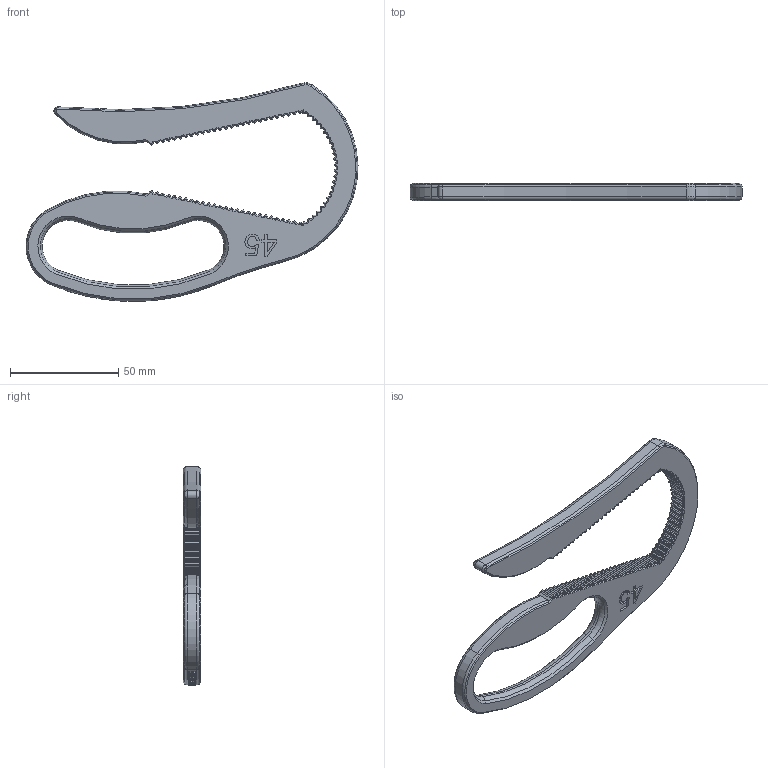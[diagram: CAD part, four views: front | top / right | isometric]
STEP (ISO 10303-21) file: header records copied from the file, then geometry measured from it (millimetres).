
FILE_DESCRIPTION(/* description */ (''),/* implementation_level */ '2;1');
FILE_NAME(/* name */ 'Bottle_Opener_45.step',/* time_stamp */ '2025-04-28T10:52:54-06:00',/* author */ (''),/* organization */ (''),/* preprocessor_version */ 'ST-DEVELOPER v20.1',/* originating_system */ 'Autodesk Translation Framework v14.4.0.0',/* authorisation */ '');
FILE_SCHEMA (('AUTOMOTIVE_DESIGN { 1 0 10303 214 3 1 1 }'));
Length unit declared in the file: millimetre
Products named in the file (2): Bottle_Opener_45; Large Bottle Opener
Assembly tree (1 placements, depth 2):
  Bottle_Opener_45
    Large Bottle Opener
Bounding box: 153.53 x 8 x 101.16 mm (x, y, z)
Volume: 40697.7 mm3; surface area: 18003.1 mm2
Topology: 1 solids, 1 shells, 1695 faces, 4317 edges, 2652 vertices
Faces by surface type: cone 698, cylinder 449, plane 344, bspline 180, torus 24
Entity records: 55998 total; most frequent: CARTESIAN_POINT 16941, ORIENTED_EDGE 8634, DIRECTION 7791, EDGE_CURVE 4317, AXIS2_PLACEMENT_3D 3106, VERTEX_POINT 2652, EDGE_LOOP 1725, FACE_OUTER_BOUND 1695
